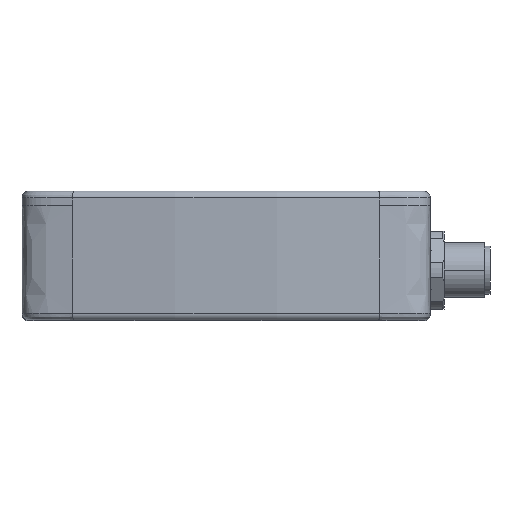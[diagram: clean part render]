
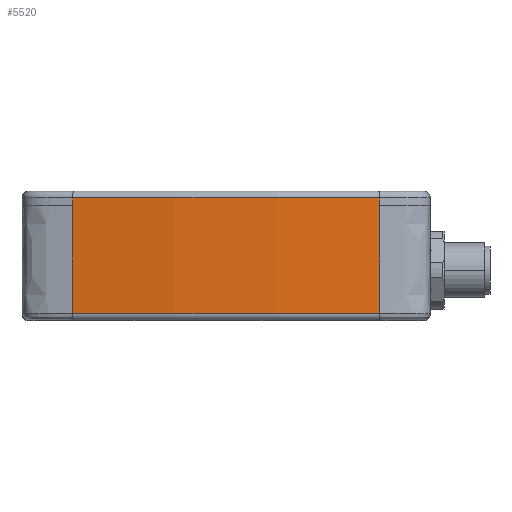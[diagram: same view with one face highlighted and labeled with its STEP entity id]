
A CAD part, top view. The second image highlights one B-rep face of the part: STEP entity #5520.
In plain terms, the highlighted cylindrical face has radius 250 mm (diameter 500 mm), a partial arc.
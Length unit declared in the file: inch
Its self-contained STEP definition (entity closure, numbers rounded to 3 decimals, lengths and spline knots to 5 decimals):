
#337=CARTESIAN_POINT('',(1.31639,0.98425,1.70291));
#355=CARTESIAN_POINT('',(1.31639,0.05906,1.70291));
#357=CARTESIAN_POINT('',(1.31639,1.05039,1.70291));
#367=DIRECTION('',(0.,-1.,0.));
#368=VECTOR('',#367,0.9252);
#369=CARTESIAN_POINT('',(-1.31639,0.98425,1.70291));
#370=LINE('',#369,#368);
#371=DIRECTION('',(0.,-1.,0.));
#372=VECTOR('',#371,0.06614);
#373=CARTESIAN_POINT('',(-1.31639,1.05039,1.70291));
#374=LINE('',#373,#372);
#375=CARTESIAN_POINT('',(0.,1.05039,-8.05118));
#376=DIRECTION('',(0.,1.,0.));
#377=DIRECTION('',(-0.134,0.,0.991));
#378=AXIS2_PLACEMENT_3D('',#375,#376,#377);
#380=DIRECTION('',(0.,-1.,0.));
#381=VECTOR('',#380,0.06614);
#382=CARTESIAN_POINT('',(1.31639,1.05039,1.70291));
#383=LINE('',#382,#381);
#384=DIRECTION('',(0.,-1.,0.));
#385=VECTOR('',#384,0.9252);
#386=CARTESIAN_POINT('',(1.31639,0.98425,1.70291));
#387=LINE('',#386,#385);
#388=CARTESIAN_POINT('',(0.,0.05906,-8.05118));
#389=DIRECTION('',(0.,-1.,0.));
#390=DIRECTION('',(0.134,0.,0.991));
#391=AXIS2_PLACEMENT_3D('',#388,#389,#390);
#401=CARTESIAN_POINT('',(-1.31639,0.98425,1.70291));
#421=CARTESIAN_POINT('',(-1.31639,1.05039,1.70291));
#3966=VERTEX_POINT('',#355);
#3969=CARTESIAN_POINT('',(-1.3164,0.05906,
1.70291));
#3970=VERTEX_POINT('',#3969);
#4165=VERTEX_POINT('',#357);
#4184=VERTEX_POINT('',#421);
#4226=VERTEX_POINT('',#401);
#4227=VERTEX_POINT('',#337);
#5504=CARTESIAN_POINT('',(0.,0.,-8.05118));
#5505=DIRECTION('',(0.,1.,0.));
#5506=DIRECTION('',(0.,0.,-1.));
#5507=AXIS2_PLACEMENT_3D('',#5504,#5505,#5506);
#5508=CYLINDRICAL_SURFACE('',#5507,9.84252);
#5510=ORIENTED_EDGE('',*,*,#5509,.F.);
#5512=ORIENTED_EDGE('',*,*,#5511,.F.);
#5514=ORIENTED_EDGE('',*,*,#5513,.T.);
#5515=ORIENTED_EDGE('',*,*,#5496,.T.);
#5516=ORIENTED_EDGE('',*,*,#5477,.T.);
#5517=ORIENTED_EDGE('',*,*,#4958,.T.);
#5518=EDGE_LOOP('',(#5510,#5512,#5514,#5515,#5516,#5517));
#5519=FACE_OUTER_BOUND('',#5518,.F.);
#5520=ADVANCED_FACE('',(#5519),#5508,.T.);
#379=CIRCLE('',#378,9.84252);
#392=CIRCLE('',#391,9.84252);
#4958=EDGE_CURVE('',#3966,#3970,#392,.T.);
#5477=EDGE_CURVE('',#4227,#3966,#387,.T.);
#5496=EDGE_CURVE('',#4165,#4227,#383,.T.);
#5509=EDGE_CURVE('',#4226,#3970,#370,.T.);
#5511=EDGE_CURVE('',#4184,#4226,#374,.T.);
#5513=EDGE_CURVE('',#4184,#4165,#379,.T.);
